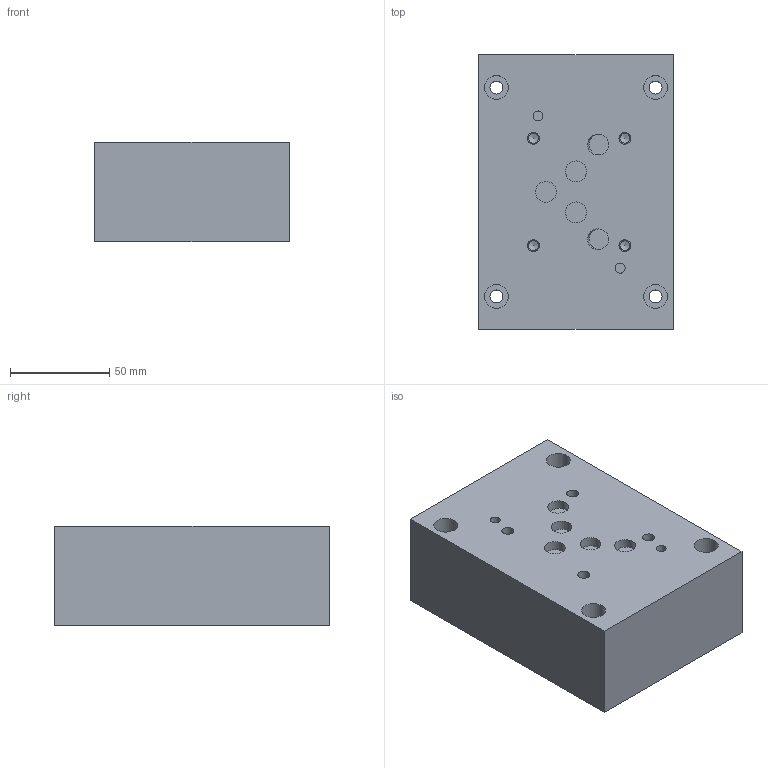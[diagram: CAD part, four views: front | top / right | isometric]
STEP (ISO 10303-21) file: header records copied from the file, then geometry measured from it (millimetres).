
FILE_DESCRIPTION(/* description */ ('Unknown'),/* implementation_level */ '2;1');
FILE_NAME(/* name */ 'PA.42052-001',/* time_stamp */ '2023-07-18T11:06:17+02:00',/* author */ ('Unknown'),/* organization */ ('Unknown'),/* preprocessor_version */ 'ST-DEVELOPER v18.102',/* originating_system */ 'Solid Edge',/* authorisation */ 'Unknown');
FILE_SCHEMA (('AUTOMOTIVE_DESIGN {1 0 10303 214 3 1 1}'));
Length unit declared in the file: millimetre
Products named in the file (2): PA.42052-001; PA.42052
Assembly tree (1 placements, depth 2):
  PA.42052-001
    PA.42052
Bounding box: 98 x 138 x 50 mm (x, y, z)
Volume: 645515.5 mm3; surface area: 60033.4 mm2
Topology: 1 solids, 1 shells, 72 faces, 125 edges, 82 vertices
Faces by surface type: cylinder 35, plane 33, cone 4
Full cylindrical faces by diameter (mm): 5 x6, 6 x4, 6.5 x4, 10.5 x5, 12 x4, 13.2 x2, 22 x2, 26.441 x4, 36 x4
Entity records: 1597 total; most frequent: DIRECTION 300, CARTESIAN_POINT 238, ORIENTED_EDGE 164, FACE_BOUND 150, EDGE_LOOP 146, AXIS2_PLACEMENT_3D 144, EDGE_CURVE 82, VERTEX_POINT 82
